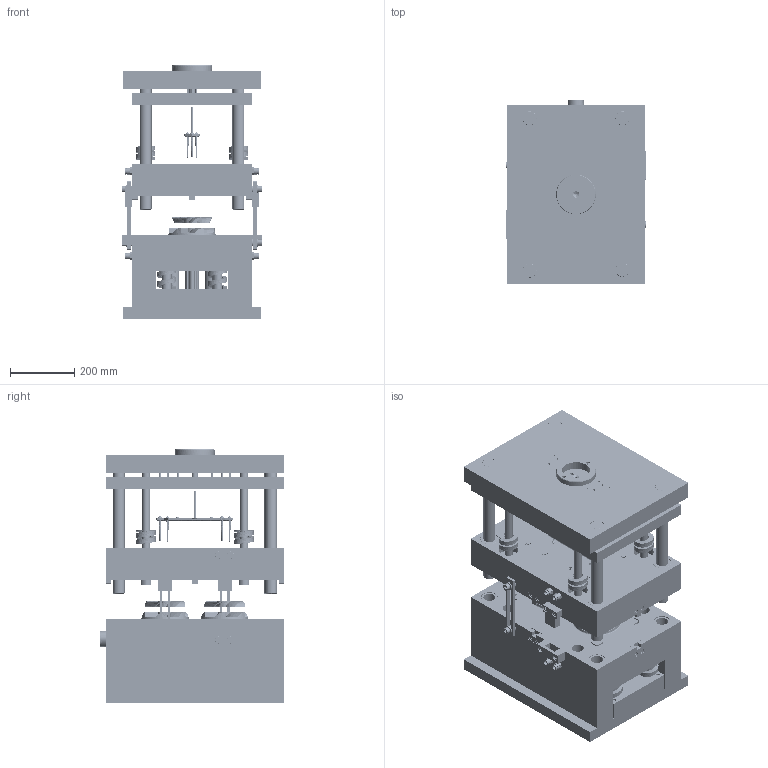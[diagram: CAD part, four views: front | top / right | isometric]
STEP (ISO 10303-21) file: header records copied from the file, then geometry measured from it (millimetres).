
FILE_DESCRIPTION(('FreeCAD Model'),'2;1');
FILE_NAME('Open CASCADE Shape Model','2025-05-04T20:21:29',('FreeCAD'),( 'FreeCAD'),'Open CASCADE STEP processor 7.6','FreeCAD','Unknown');
FILE_SCHEMA(('AUTOMOTIVE_DESIGN { 1 0 10303 214 1 1 1 1 }'));
Products named in the file (1): Open CASCADE STEP translator 7.6 1
Bounding box: 437.64 x 574.02 x 789.98 mm (x, y, z)
Volume: 88761724.4 mm3; surface area: 7283313.1 mm2
Topology: 197 solids, 197 shells, 5168 faces, 11994 edges, 7816 vertices
Faces by surface type: bspline 5168
Entity records: 193252 total; most frequent: CARTESIAN_POINT 120783, ORIENTED_EDGE 23754, EDGE_CURVE 11877, VERTEX_POINT 7816, B_SPLINE_CURVE_WITH_KNOTS 7631, FACE_BOUND 6428, EDGE_LOOP 6428, ADVANCED_FACE 5168
